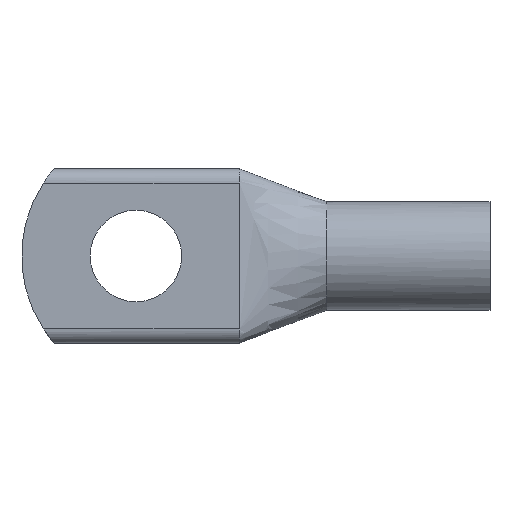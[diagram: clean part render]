
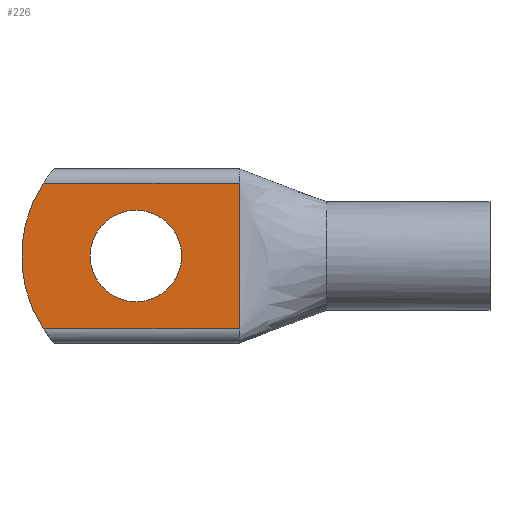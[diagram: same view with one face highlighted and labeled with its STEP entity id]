
A CAD part, left-side view. The second image highlights one B-rep face of the part: STEP entity #226.
In plain terms, the highlighted planar face has unit normal (-1, 0, 0).
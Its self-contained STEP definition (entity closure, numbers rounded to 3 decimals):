
#32=B_SPLINE_CURVE_WITH_KNOTS('',3,(#378,#379,#380,#381),.UNSPECIFIED.,
 .F.,.F.,(4,4),(0.,1.),.UNSPECIFIED.);
#39=LINE('',#362,#45);
#40=LINE('',#376,#46);
#45=VECTOR('',#288,1000.);
#46=VECTOR('',#295,1000.);
#58=ORIENTED_EDGE('',*,*,#115,.F.);
#59=ORIENTED_EDGE('',*,*,#113,.F.);
#60=ORIENTED_EDGE('',*,*,#116,.T.);
#61=ORIENTED_EDGE('',*,*,#117,.T.);
#62=ORIENTED_EDGE('',*,*,#118,.F.);
#113=EDGE_CURVE('',#141,#142,#39,.T.);
#115=EDGE_CURVE('',#143,#143,#163,.T.);
#116=EDGE_CURVE('',#141,#144,#164,.T.);
#117=EDGE_CURVE('',#144,#145,#40,.T.);
#118=EDGE_CURVE('',#142,#145,#32,.F.);
#141=VERTEX_POINT('',#361);
#142=VERTEX_POINT('',#363);
#143=VERTEX_POINT('',#373);
#144=VERTEX_POINT('',#375);
#145=VERTEX_POINT('',#377);
#163=CIRCLE('',#255,4.2);
#164=CIRCLE('',#256,12.167);
#179=EDGE_LOOP('',(#58));
#180=EDGE_LOOP('',(#59,#60,#61,#62));
#201=FACE_BOUND('',#179,.T.);
#202=FACE_BOUND('',#180,.T.);
#221=PLANE('',#254);
#226=ADVANCED_FACE('',(#201,#202),#221,.T.);
#254=AXIS2_PLACEMENT_3D('',#371,#289,#290);
#255=AXIS2_PLACEMENT_3D('',#372,#291,#292);
#256=AXIS2_PLACEMENT_3D('',#374,#293,#294);
#288=DIRECTION('',(0.,-1.,0.));
#289=DIRECTION('',(-1.,0.,0.));
#290=DIRECTION('',(0.,0.,1.));
#291=DIRECTION('',(-1.,0.,0.));
#292=DIRECTION('',(0.,0.,1.));
#293=DIRECTION('',(-1.,0.,0.));
#294=DIRECTION('',(0.,0.,1.));
#295=DIRECTION('',(0.,-1.,0.));
#361=CARTESIAN_POINT('',(-5.8,40.989,6.7));
#362=CARTESIAN_POINT('',(-5.8,43.,6.7));
#363=CARTESIAN_POINT('',(-5.8,23.,6.7));
#371=CARTESIAN_POINT('',(-5.8,0.,0.));
#372=CARTESIAN_POINT('',(-5.8,32.5,0.));
#373=CARTESIAN_POINT('',(-5.8,32.5,4.2));
#374=CARTESIAN_POINT('',(-5.8,30.833,0.));
#375=CARTESIAN_POINT('',(-5.8,40.989,-6.7));
#376=CARTESIAN_POINT('',(-5.8,43.,-6.7));
#377=CARTESIAN_POINT('',(-5.8,23.,-6.7));
#378=CARTESIAN_POINT('',(-5.8,23.,-6.7));
#379=CARTESIAN_POINT('',(-5.8,23.,-2.233));
#380=CARTESIAN_POINT('',(-5.8,23.,2.233));
#381=CARTESIAN_POINT('',(-5.8,23.,6.7));
